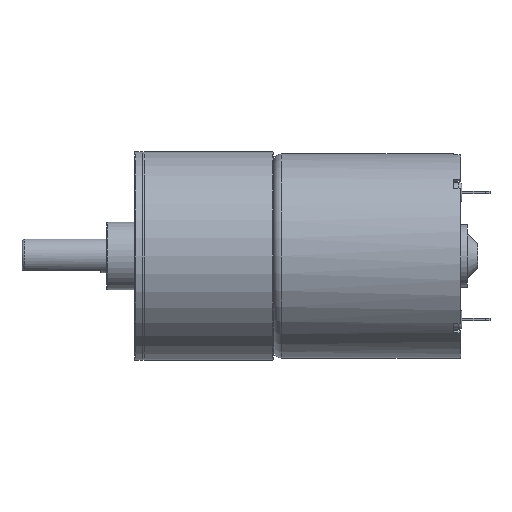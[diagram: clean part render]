
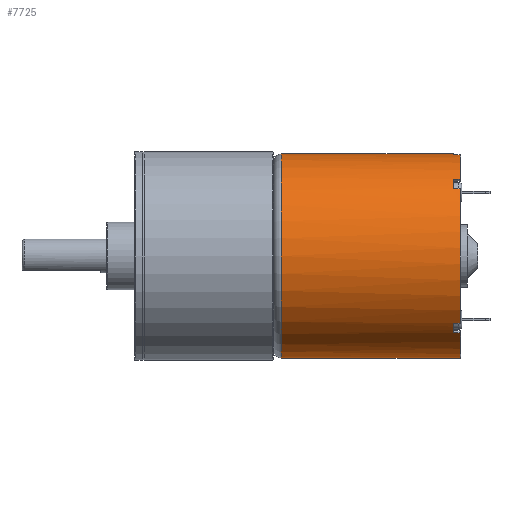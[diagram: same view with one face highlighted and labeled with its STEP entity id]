
A CAD part, left-side view. The second image highlights one B-rep face of the part: STEP entity #7725.
In plain terms, the highlighted cylindrical face has radius 18.1 mm (diameter 36.2 mm), a partial arc.
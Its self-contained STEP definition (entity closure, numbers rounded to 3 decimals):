
#39 = CARTESIAN_POINT ( 'NONE',  ( 0., -38.9, 0. ) ) ;
#162 = CYLINDRICAL_SURFACE ( 'NONE', #8273, 18.1 ) ;
#455 = VERTEX_POINT ( 'NONE', #5969 ) ;
#489 = CARTESIAN_POINT ( 'NONE',  ( 0., -38.8, 0. ) ) ;
#829 = CIRCLE ( 'NONE', #7438, 18.1 ) ;
#845 = CARTESIAN_POINT ( 'NONE',  ( -13.586, -33.52, 11.96 ) ) ;
#1257 = VERTEX_POINT ( 'NONE', #5744 ) ;
#1302 = LINE ( 'NONE', #3782, #5539 ) ;
#1356 = DIRECTION ( 'NONE',  ( 0., -1., 0. ) ) ;
#1397 = CARTESIAN_POINT ( 'NONE',  ( -2., -38.8, 17.989 ) ) ;
#1663 = AXIS2_PLACEMENT_3D ( 'NONE', #5158, #5213, #10311 ) ;
#1779 = CARTESIAN_POINT ( 'NONE',  ( -2., -33.52, 17.989 ) ) ;
#1814 = DIRECTION ( 'NONE',  ( 0., 0., 1. ) ) ;
#2042 = ORIENTED_EDGE ( 'NONE', *, *, #2148, .T. ) ;
#2148 = EDGE_CURVE ( 'NONE', #9924, #6829, #4804, .T. ) ;
#2225 = EDGE_CURVE ( 'NONE', #9953, #10235, #9230, .T. ) ;
#2247 = CARTESIAN_POINT ( 'NONE',  ( -13.586, -37.567, -11.96 ) ) ;
#2274 = AXIS2_PLACEMENT_3D ( 'NONE', #8156, #6203, #1814 ) ;
#2306 = DIRECTION ( 'NONE',  ( 0., -1., 0. ) ) ;
#2335 = CARTESIAN_POINT ( 'NONE',  ( -11.96, -33.52, 13.586 ) ) ;
#2382 = EDGE_LOOP ( 'NONE', ( #3788, #3951, #6108, #6866, #11403, #4337, #2042, #9595, #6748, #10529, #5136, #11019, #6754, #10909 ) ) ;
#2395 = EDGE_CURVE ( 'NONE', #1257, #8081, #8133, .T. ) ;
#2575 = LINE ( 'NONE', #3332, #11438 ) ;
#2624 = DIRECTION ( 'NONE',  ( 0., 0., 1. ) ) ;
#2763 = EDGE_CURVE ( 'NONE', #2846, #9953, #1302, .T. ) ;
#2824 = CARTESIAN_POINT ( 'NONE',  ( 0., -38.8, 0. ) ) ;
#2846 = VERTEX_POINT ( 'NONE', #7681 ) ;
#2855 = DIRECTION ( 'NONE',  ( 0., 0., 1. ) ) ;
#3043 = VERTEX_POINT ( 'NONE', #11183 ) ;
#3127 = CARTESIAN_POINT ( 'NONE',  ( 0., -38.8, -18.1 ) ) ;
#3332 = CARTESIAN_POINT ( 'NONE',  ( -11.96, -33.52, -13.586 ) ) ;
#3475 = VERTEX_POINT ( 'NONE', #7857 ) ;
#3493 = DIRECTION ( 'NONE',  ( 0., -1., 0. ) ) ;
#3498 = VERTEX_POINT ( 'NONE', #5148 ) ;
#3541 = DIRECTION ( 'NONE',  ( 0., -1., 0. ) ) ;
#3615 = LINE ( 'NONE', #1779, #8479 ) ;
#3760 = DIRECTION ( 'NONE',  ( 0., 1., 0. ) ) ;
#3782 = CARTESIAN_POINT ( 'NONE',  ( 0., -38.9, -18.1 ) ) ;
#3788 = ORIENTED_EDGE ( 'NONE', *, *, #10571, .F. ) ;
#3833 = CIRCLE ( 'NONE', #4947, 18.1 ) ;
#3951 = ORIENTED_EDGE ( 'NONE', *, *, #9712, .T. ) ;
#4005 = VECTOR ( 'NONE', #2306, 1000. ) ;
#4058 = AXIS2_PLACEMENT_3D ( 'NONE', #7251, #3493, #2855 ) ;
#4068 = DIRECTION ( 'NONE',  ( 0., 1., 0. ) ) ;
#4313 = DIRECTION ( 'NONE',  ( 0., 0., -1. ) ) ;
#4337 = ORIENTED_EDGE ( 'NONE', *, *, #9317, .F. ) ;
#4692 = VERTEX_POINT ( 'NONE', #5402 ) ;
#4804 = LINE ( 'NONE', #8324, #8498 ) ;
#4867 = DIRECTION ( 'NONE',  ( 0., 0., 1. ) ) ;
#4947 = AXIS2_PLACEMENT_3D ( 'NONE', #489, #4068, #4867 ) ;
#5136 = ORIENTED_EDGE ( 'NONE', *, *, #7201, .T. ) ;
#5148 = CARTESIAN_POINT ( 'NONE',  ( -11.96, -37.567, -13.586 ) ) ;
#5158 = CARTESIAN_POINT ( 'NONE',  ( 0., -38.8, 0. ) ) ;
#5213 = DIRECTION ( 'NONE',  ( 0., 1., 0. ) ) ;
#5222 = DIRECTION ( 'NONE',  ( 0., -1., 0. ) ) ;
#5402 = CARTESIAN_POINT ( 'NONE',  ( 0., -7.1, 18.1 ) ) ;
#5493 = EDGE_CURVE ( 'NONE', #6829, #3475, #3833, .T. ) ;
#5539 = VECTOR ( 'NONE', #1356, 1000. ) ;
#5744 = CARTESIAN_POINT ( 'NONE',  ( -11.96, -38.8, 13.586 ) ) ;
#5969 = CARTESIAN_POINT ( 'NONE',  ( 0., -37.567, 18.1 ) ) ;
#6071 = VECTOR ( 'NONE', #9460, 1000. ) ;
#6106 = CARTESIAN_POINT ( 'NONE',  ( -13.586, -38.8, -11.96 ) ) ;
#6108 = ORIENTED_EDGE ( 'NONE', *, *, #2763, .T. ) ;
#6203 = DIRECTION ( 'NONE',  ( 0., -1., 0. ) ) ;
#6205 = EDGE_CURVE ( 'NONE', #455, #3043, #10143, .T. ) ;
#6224 = EDGE_CURVE ( 'NONE', #11314, #10964, #6450, .T. ) ;
#6271 = DIRECTION ( 'NONE',  ( 0., 0., -1. ) ) ;
#6450 = CIRCLE ( 'NONE', #9217, 18.1 ) ;
#6532 = FACE_OUTER_BOUND ( 'NONE', #2382, .T. ) ;
#6748 = ORIENTED_EDGE ( 'NONE', *, *, #10778, .F. ) ;
#6754 = ORIENTED_EDGE ( 'NONE', *, *, #6979, .F. ) ;
#6829 = VERTEX_POINT ( 'NONE', #6106 ) ;
#6866 = ORIENTED_EDGE ( 'NONE', *, *, #2225, .T. ) ;
#6979 = EDGE_CURVE ( 'NONE', #3043, #8081, #3615, .T. ) ;
#7201 = EDGE_CURVE ( 'NONE', #11314, #1257, #11271, .T. ) ;
#7251 = CARTESIAN_POINT ( 'NONE',  ( 0., -37.567, 0. ) ) ;
#7252 = EDGE_CURVE ( 'NONE', #3498, #10235, #2575, .T. ) ;
#7438 = AXIS2_PLACEMENT_3D ( 'NONE', #10567, #7764, #4313 ) ;
#7681 = CARTESIAN_POINT ( 'NONE',  ( 0., -7.1, -18.1 ) ) ;
#7719 = CARTESIAN_POINT ( 'NONE',  ( -11.96, -37.567, 13.586 ) ) ;
#7725 = ADVANCED_FACE ( 'NONE', ( #6532 ), #162, .T. ) ;
#7764 = DIRECTION ( 'NONE',  ( 0., -1., 0. ) ) ;
#7857 = CARTESIAN_POINT ( 'NONE',  ( -13.586, -38.8, 11.96 ) ) ;
#7956 = DIRECTION ( 'NONE',  ( 0., -1., 0. ) ) ;
#8081 = VERTEX_POINT ( 'NONE', #1397 ) ;
#8133 = CIRCLE ( 'NONE', #10164, 18.1 ) ;
#8156 = CARTESIAN_POINT ( 'NONE',  ( 0., -37.567, 0. ) ) ;
#8273 = AXIS2_PLACEMENT_3D ( 'NONE', #39, #3541, #6271 ) ;
#8324 = CARTESIAN_POINT ( 'NONE',  ( -13.586, -33.52, -11.96 ) ) ;
#8479 = VECTOR ( 'NONE', #7956, 1000. ) ;
#8498 = VECTOR ( 'NONE', #10009, 1000. ) ;
#8795 = CARTESIAN_POINT ( 'NONE',  ( -13.586, -37.567, 11.96 ) ) ;
#8862 = LINE ( 'NONE', #845, #9720 ) ;
#9101 = CIRCLE ( 'NONE', #2274, 18.1 ) ;
#9215 = LINE ( 'NONE', #11004, #4005 ) ;
#9217 = AXIS2_PLACEMENT_3D ( 'NONE', #10575, #11431, #2624 ) ;
#9230 = CIRCLE ( 'NONE', #1663, 18.1 ) ;
#9317 = EDGE_CURVE ( 'NONE', #9924, #3498, #9101, .T. ) ;
#9460 = DIRECTION ( 'NONE',  ( 0., -1., 0. ) ) ;
#9524 = DIRECTION ( 'NONE',  ( 0., -1., 0. ) ) ;
#9595 = ORIENTED_EDGE ( 'NONE', *, *, #5493, .T. ) ;
#9712 = EDGE_CURVE ( 'NONE', #4692, #2846, #829, .T. ) ;
#9720 = VECTOR ( 'NONE', #5222, 1000. ) ;
#9843 = DIRECTION ( 'NONE',  ( 0., 0., 1. ) ) ;
#9924 = VERTEX_POINT ( 'NONE', #2247 ) ;
#9953 = VERTEX_POINT ( 'NONE', #3127 ) ;
#10009 = DIRECTION ( 'NONE',  ( 0., -1., 0. ) ) ;
#10143 = CIRCLE ( 'NONE', #4058, 18.1 ) ;
#10164 = AXIS2_PLACEMENT_3D ( 'NONE', #2824, #3760, #9843 ) ;
#10235 = VERTEX_POINT ( 'NONE', #10298 ) ;
#10298 = CARTESIAN_POINT ( 'NONE',  ( -11.96, -38.8, -13.586 ) ) ;
#10311 = DIRECTION ( 'NONE',  ( 0., 0., 1. ) ) ;
#10529 = ORIENTED_EDGE ( 'NONE', *, *, #6224, .F. ) ;
#10567 = CARTESIAN_POINT ( 'NONE',  ( 0., -7.1, 0. ) ) ;
#10571 = EDGE_CURVE ( 'NONE', #4692, #455, #9215, .T. ) ;
#10575 = CARTESIAN_POINT ( 'NONE',  ( 0., -37.567, 0. ) ) ;
#10778 = EDGE_CURVE ( 'NONE', #10964, #3475, #8862, .T. ) ;
#10909 = ORIENTED_EDGE ( 'NONE', *, *, #6205, .F. ) ;
#10964 = VERTEX_POINT ( 'NONE', #8795 ) ;
#11004 = CARTESIAN_POINT ( 'NONE',  ( 0., -38.9, 18.1 ) ) ;
#11019 = ORIENTED_EDGE ( 'NONE', *, *, #2395, .T. ) ;
#11183 = CARTESIAN_POINT ( 'NONE',  ( -2., -37.567, 17.989 ) ) ;
#11271 = LINE ( 'NONE', #2335, #6071 ) ;
#11314 = VERTEX_POINT ( 'NONE', #7719 ) ;
#11403 = ORIENTED_EDGE ( 'NONE', *, *, #7252, .F. ) ;
#11431 = DIRECTION ( 'NONE',  ( 0., -1., 0. ) ) ;
#11438 = VECTOR ( 'NONE', #9524, 1000. ) ;
